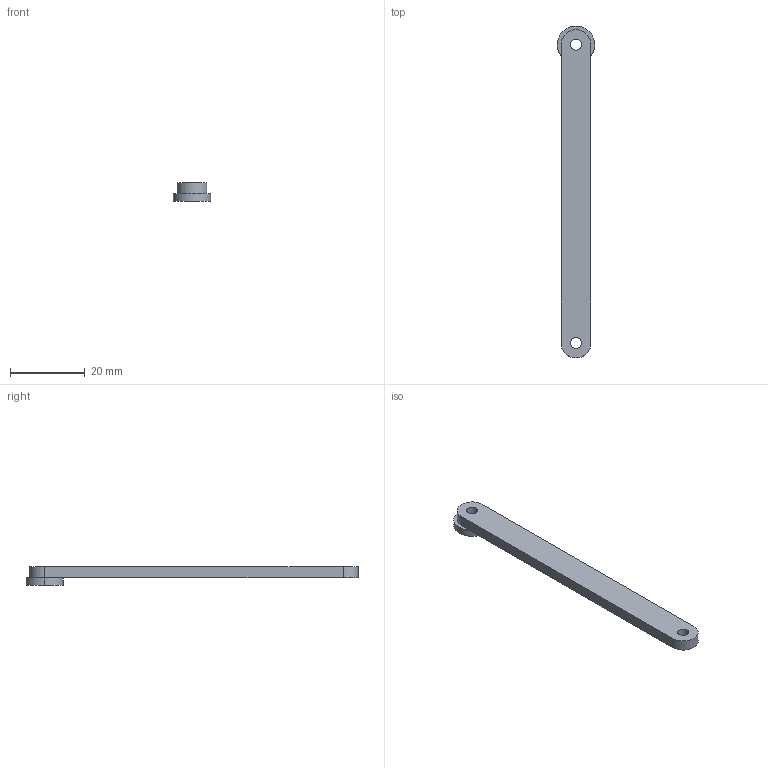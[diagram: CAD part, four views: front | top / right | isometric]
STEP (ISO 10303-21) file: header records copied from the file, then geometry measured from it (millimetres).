
FILE_DESCRIPTION (( 'STEP AP203' ), '1' );
FILE_NAME ('Arm mid wood_Predeterminado_sldprt.STEP', '2020-04-20T18:35:42', ( '' ), ( '' ), 'SwSTEP 2.0', 'SolidWorks 2020', '' );
FILE_SCHEMA (( 'CONFIG_CONTROL_DESIGN' ));
Length unit declared in the file: millimetre
Products named in the file (1): Arm mid wood_Predeterminado_sldprt
Bounding box: 10 x 89 x 4.95 mm (x, y, z)
Volume: 2167.8 mm3; surface area: 2080.3 mm2
Topology: 1 solids, 1 shells, 14 faces, 34 edges, 22 vertices
Faces by surface type: cylinder 8, plane 6
Entity records: 505 total; most frequent: DIRECTION 82, CARTESIAN_POINT 71, ORIENTED_EDGE 68, EDGE_CURVE 34, AXIS2_PLACEMENT_3D 33, VERTEX_POINT 22, EDGE_LOOP 18, CIRCLE 18
